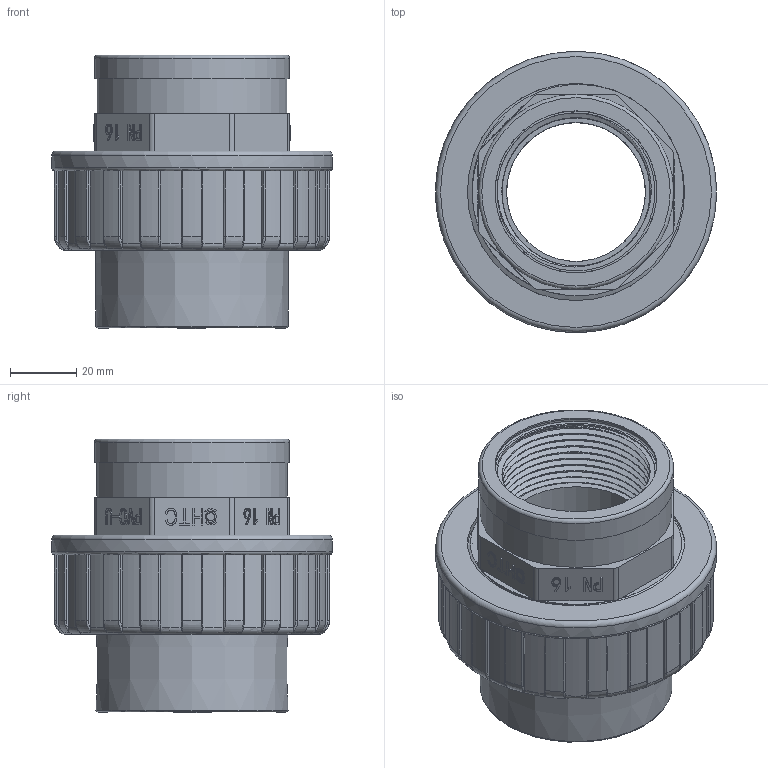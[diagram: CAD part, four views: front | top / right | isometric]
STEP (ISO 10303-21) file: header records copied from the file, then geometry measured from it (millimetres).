
FILE_DESCRIPTION(/* description */ (''),/* implementation_level */ '2;1');
FILE_NAME(/* name */ 'VIC050050+铁圈.stp',/* time_stamp */ '2025-05-09T09:20:47+08:00',/* author */ (''),/* organization */ (''),/* preprocessor_version */ 'ST-DEVELOPER v16.7',/* originating_system */ 'SIEMENS PLM Software NX 12.0',/* authorisation */ '');
FILE_SCHEMA (('AUTOMOTIVE_DESIGN { 1 0 10303 214 3 1 1 1 }'));
Products named in the file (1): Admi38C49DCEywy1
Bounding box: 85 x 85 x 82.8 mm (x, y, z)
Volume: 161083.5 mm3; surface area: 70268.2 mm2
Topology: 5 solids, 5 shells, 1685 faces, 4721 edges, 3145 vertices
Faces by surface type: plane 1273, extrusion 177, cylinder 151, bspline 49, torus 32, cone 3
Full cylindrical faces by diameter (mm): 1.377 x1, 1.836 x1, 2 x1, 2.486 x1, 3 x1, 3.315 x1, 42 x2, 47.803 x9, 48 x1, 49 x1, 50 x1, 58 x3, 59 x1, 62.752 x7, 62.8 x1, 65.71 x9, 85 x1
Entity records: 65007 total; most frequent: CARTESIAN_POINT 23516, ORIENTED_EDGE 9188, DIRECTION 7327, EDGE_CURVE 4594, VECTOR 3817, LINE 3640, VERTEX_POINT 3079, EDGE_LOOP 1802
